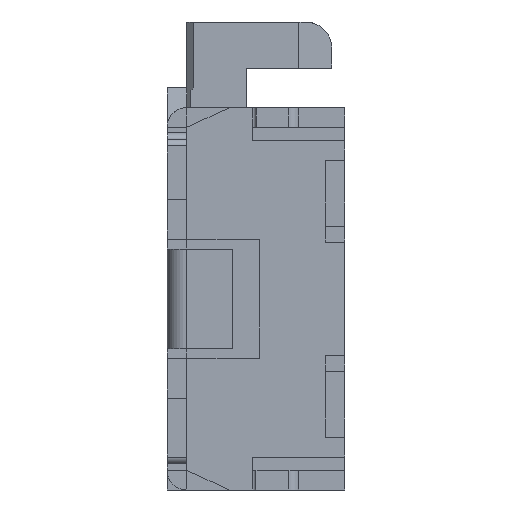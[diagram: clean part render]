
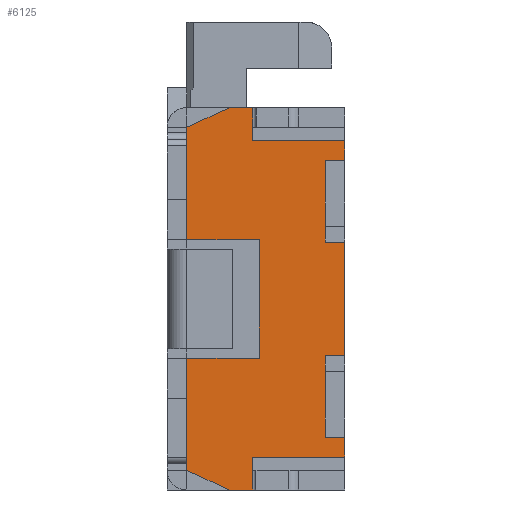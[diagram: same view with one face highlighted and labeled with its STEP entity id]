
A CAD part, left-side view. The second image highlights one B-rep face of the part: STEP entity #6125.
In plain terms, the highlighted planar face has unit normal (-1, 0, 0).
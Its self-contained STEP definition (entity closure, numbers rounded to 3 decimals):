
#335=FACE_OUTER_BOUND('',#666,.T.);
#666=EDGE_LOOP('',(#5304,#5305,#5306,#5307,#5308,#5309,#5310,#5311,#5312,
#5313,#5314,#5315,#5316,#5317,#5318,#5319,#5320,#5321,#5322,#5323,#5324,
#5325));
#1297=LINE('',#9350,#2096);
#1302=LINE('',#9360,#2101);
#1307=LINE('',#9370,#2106);
#1365=LINE('',#9483,#2164);
#1369=LINE('',#9491,#2168);
#1496=LINE('',#9752,#2295);
#1500=LINE('',#9759,#2299);
#1503=LINE('',#9765,#2302);
#1505=LINE('',#9768,#2304);
#1508=LINE('',#9774,#2307);
#1511=LINE('',#9780,#2310);
#1512=LINE('',#9783,#2311);
#1513=LINE('',#9784,#2312);
#1514=LINE('',#9786,#2313);
#1515=LINE('',#9788,#2314);
#1516=LINE('',#9790,#2315);
#1517=LINE('',#9791,#2316);
#1518=LINE('',#9793,#2317);
#1519=LINE('',#9795,#2318);
#1520=LINE('',#9796,#2319);
#1521=LINE('',#9798,#2320);
#1522=LINE('',#9799,#2321);
#2096=VECTOR('',#7640,1000.);
#2101=VECTOR('',#7645,1000.);
#2106=VECTOR('',#7650,1000.);
#2164=VECTOR('',#7718,1000.);
#2168=VECTOR('',#7722,1000.);
#2295=VECTOR('',#7975,1000.);
#2299=VECTOR('',#7981,1000.);
#2302=VECTOR('',#7986,1000.);
#2304=VECTOR('',#7990,1000.);
#2307=VECTOR('',#7995,1000.);
#2310=VECTOR('',#8000,1000.);
#2311=VECTOR('',#8003,1000.);
#2312=VECTOR('',#8004,1000.);
#2313=VECTOR('',#8005,1000.);
#2314=VECTOR('',#8006,1000.);
#2315=VECTOR('',#8007,1000.);
#2316=VECTOR('',#8008,1000.);
#2317=VECTOR('',#8009,1000.);
#2318=VECTOR('',#8010,1000.);
#2319=VECTOR('',#8011,1000.);
#2320=VECTOR('',#8012,1000.);
#2321=VECTOR('',#8013,1000.);
#2772=VERTEX_POINT('',#9347);
#2773=VERTEX_POINT('',#9349);
#2777=VERTEX_POINT('',#9357);
#2778=VERTEX_POINT('',#9359);
#2782=VERTEX_POINT('',#9367);
#2783=VERTEX_POINT('',#9369);
#2832=VERTEX_POINT('',#9480);
#2833=VERTEX_POINT('',#9482);
#2836=VERTEX_POINT('',#9488);
#2837=VERTEX_POINT('',#9490);
#2908=VERTEX_POINT('',#9750);
#2910=VERTEX_POINT('',#9757);
#2912=VERTEX_POINT('',#9763);
#2914=VERTEX_POINT('',#9772);
#2916=VERTEX_POINT('',#9778);
#2917=VERTEX_POINT('',#9782);
#2918=VERTEX_POINT('',#9785);
#2919=VERTEX_POINT('',#9787);
#2920=VERTEX_POINT('',#9789);
#2921=VERTEX_POINT('',#9792);
#2922=VERTEX_POINT('',#9794);
#2923=VERTEX_POINT('',#9797);
#3525=EDGE_CURVE('',#2772,#2773,#1297,.T.);
#3530=EDGE_CURVE('',#2777,#2778,#1302,.T.);
#3535=EDGE_CURVE('',#2782,#2783,#1307,.T.);
#3593=EDGE_CURVE('',#2833,#2832,#1365,.T.);
#3597=EDGE_CURVE('',#2836,#2837,#1369,.T.);
#3726=EDGE_CURVE('',#2908,#2772,#1496,.T.);
#3730=EDGE_CURVE('',#2910,#2908,#1500,.T.);
#3733=EDGE_CURVE('',#2912,#2910,#1503,.T.);
#3735=EDGE_CURVE('',#2837,#2912,#1505,.T.);
#3738=EDGE_CURVE('',#2914,#2836,#1508,.T.);
#3741=EDGE_CURVE('',#2916,#2914,#1511,.T.);
#3742=EDGE_CURVE('',#2917,#2773,#1512,.T.);
#3743=EDGE_CURVE('',#2916,#2833,#1513,.T.);
#3744=EDGE_CURVE('',#2832,#2918,#1514,.T.);
#3745=EDGE_CURVE('',#2918,#2919,#1515,.T.);
#3746=EDGE_CURVE('',#2919,#2920,#1516,.T.);
#3747=EDGE_CURVE('',#2920,#2783,#1517,.T.);
#3748=EDGE_CURVE('',#2782,#2921,#1518,.T.);
#3749=EDGE_CURVE('',#2921,#2922,#1519,.T.);
#3750=EDGE_CURVE('',#2922,#2778,#1520,.T.);
#3751=EDGE_CURVE('',#2923,#2777,#1521,.T.);
#3752=EDGE_CURVE('',#2917,#2923,#1522,.T.);
#5304=ORIENTED_EDGE('',*,*,#3742,.T.);
#5305=ORIENTED_EDGE('',*,*,#3525,.F.);
#5306=ORIENTED_EDGE('',*,*,#3726,.F.);
#5307=ORIENTED_EDGE('',*,*,#3730,.F.);
#5308=ORIENTED_EDGE('',*,*,#3733,.F.);
#5309=ORIENTED_EDGE('',*,*,#3735,.F.);
#5310=ORIENTED_EDGE('',*,*,#3597,.F.);
#5311=ORIENTED_EDGE('',*,*,#3738,.F.);
#5312=ORIENTED_EDGE('',*,*,#3741,.F.);
#5313=ORIENTED_EDGE('',*,*,#3743,.T.);
#5314=ORIENTED_EDGE('',*,*,#3593,.T.);
#5315=ORIENTED_EDGE('',*,*,#3744,.T.);
#5316=ORIENTED_EDGE('',*,*,#3745,.T.);
#5317=ORIENTED_EDGE('',*,*,#3746,.T.);
#5318=ORIENTED_EDGE('',*,*,#3747,.T.);
#5319=ORIENTED_EDGE('',*,*,#3535,.F.);
#5320=ORIENTED_EDGE('',*,*,#3748,.T.);
#5321=ORIENTED_EDGE('',*,*,#3749,.T.);
#5322=ORIENTED_EDGE('',*,*,#3750,.T.);
#5323=ORIENTED_EDGE('',*,*,#3530,.F.);
#5324=ORIENTED_EDGE('',*,*,#3751,.F.);
#5325=ORIENTED_EDGE('',*,*,#3752,.F.);
#5799=PLANE('',#6542);
#6125=ADVANCED_FACE('',(#335),#5799,.T.);
#6542=AXIS2_PLACEMENT_3D('',#9781,#8001,#8002);
#7640=DIRECTION('',(0.,0.,-1.));
#7645=DIRECTION('',(0.,0.,-1.));
#7650=DIRECTION('',(0.,0.,-1.));
#7718=DIRECTION('',(0.,0.,-1.));
#7722=DIRECTION('',(0.,0.,1.));
#7975=DIRECTION('',(0.,-1.,0.));
#7981=DIRECTION('',(0.,0.,-1.));
#7986=DIRECTION('',(0.,-1.,0.));
#7990=DIRECTION('',(0.,-0.906,0.423));
#7995=DIRECTION('',(0.,1.,0.));
#8000=DIRECTION('',(0.,0.,1.));
#8001=DIRECTION('center_axis',(-1.,0.,0.));
#8002=DIRECTION('ref_axis',(0.,0.,-1.));
#8003=DIRECTION('',(0.,-1.,0.));
#8004=DIRECTION('',(0.,1.,0.));
#8005=DIRECTION('',(0.,-0.906,-0.423));
#8006=DIRECTION('',(0.,-1.,0.));
#8007=DIRECTION('',(0.,0.,1.));
#8008=DIRECTION('',(0.,-1.,0.));
#8009=DIRECTION('',(0.,1.,0.));
#8010=DIRECTION('',(0.,0.,1.));
#8011=DIRECTION('',(0.,-1.,0.));
#8012=DIRECTION('',(0.,-1.,0.));
#8013=DIRECTION('',(0.,0.,-1.));
#9347=CARTESIAN_POINT('',(-1.695,0.,1.2));
#9349=CARTESIAN_POINT('',(-1.695,0.,1.05));
#9350=CARTESIAN_POINT('',(-1.695,0.,1.2));
#9357=CARTESIAN_POINT('',(-1.695,0.,0.43));
#9359=CARTESIAN_POINT('',(-1.695,0.,-0.43));
#9360=CARTESIAN_POINT('',(-1.695,0.,1.2));
#9367=CARTESIAN_POINT('',(-1.695,0.,-1.05));
#9369=CARTESIAN_POINT('',(-1.695,0.,-1.2));
#9370=CARTESIAN_POINT('',(-1.695,0.,1.2));
#9480=CARTESIAN_POINT('',(-1.695,1.2,-1.3));
#9482=CARTESIAN_POINT('',(-1.695,1.2,-0.45));
#9483=CARTESIAN_POINT('',(-1.695,1.2,-0.45));
#9488=CARTESIAN_POINT('',(-1.695,1.2,0.45));
#9490=CARTESIAN_POINT('',(-1.695,1.2,1.3));
#9491=CARTESIAN_POINT('',(-1.695,1.2,0.45));
#9750=CARTESIAN_POINT('',(-1.695,0.7,1.2));
#9752=CARTESIAN_POINT('',(-1.695,0.7,1.2));
#9757=CARTESIAN_POINT('',(-1.695,0.7,1.45));
#9759=CARTESIAN_POINT('',(-1.695,0.7,1.45));
#9763=CARTESIAN_POINT('',(-1.695,0.878,1.45));
#9765=CARTESIAN_POINT('',(-1.695,0.878,1.45));
#9768=CARTESIAN_POINT('',(-1.695,1.2,1.3));
#9772=CARTESIAN_POINT('',(-1.695,0.65,0.45));
#9774=CARTESIAN_POINT('',(-1.695,0.65,0.45));
#9778=CARTESIAN_POINT('',(-1.695,0.65,-0.45));
#9780=CARTESIAN_POINT('',(-1.695,0.65,0.));
#9781=CARTESIAN_POINT('Origin',(-1.695,0.,0.));
#9782=CARTESIAN_POINT('',(-1.695,0.15,1.05));
#9783=CARTESIAN_POINT('',(-1.695,0.,1.05));
#9784=CARTESIAN_POINT('',(-1.695,0.65,-0.45));
#9785=CARTESIAN_POINT('',(-1.695,0.878,-1.45));
#9786=CARTESIAN_POINT('',(-1.695,1.2,-1.3));
#9787=CARTESIAN_POINT('',(-1.695,0.7,-1.45));
#9788=CARTESIAN_POINT('',(-1.695,0.878,-1.45));
#9789=CARTESIAN_POINT('',(-1.695,0.7,-1.2));
#9790=CARTESIAN_POINT('',(-1.695,0.7,-1.45));
#9791=CARTESIAN_POINT('',(-1.695,0.7,-1.2));
#9792=CARTESIAN_POINT('',(-1.695,0.15,-1.05));
#9793=CARTESIAN_POINT('',(-1.695,0.,-1.05));
#9794=CARTESIAN_POINT('',(-1.695,0.15,-0.43));
#9795=CARTESIAN_POINT('',(-1.695,0.15,0.));
#9796=CARTESIAN_POINT('',(-1.695,0.15,-0.43));
#9797=CARTESIAN_POINT('',(-1.695,0.15,0.43));
#9798=CARTESIAN_POINT('',(-1.695,0.15,0.43));
#9799=CARTESIAN_POINT('',(-1.695,0.15,0.));
